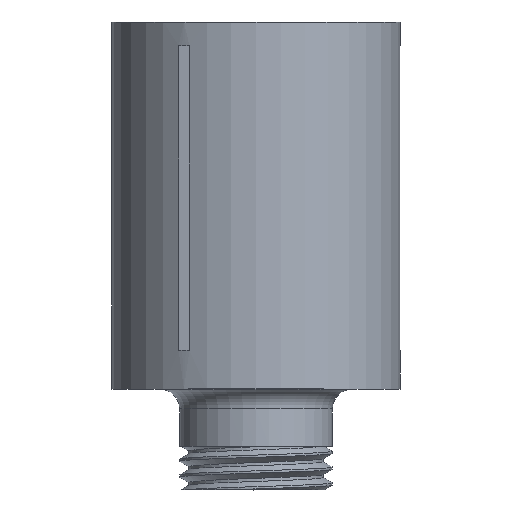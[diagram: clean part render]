
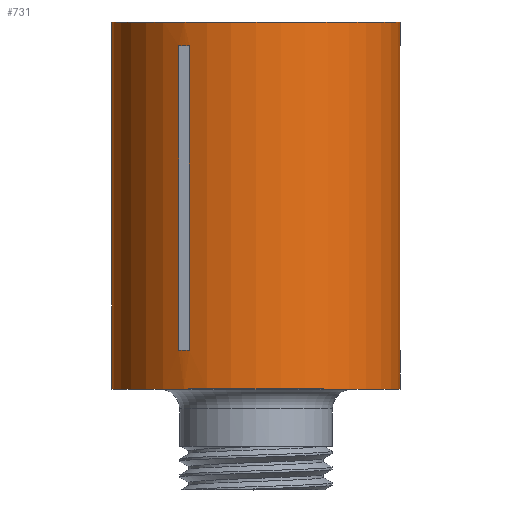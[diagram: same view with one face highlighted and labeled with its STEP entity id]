
A CAD part, top view. The second image highlights one B-rep face of the part: STEP entity #731.
In plain terms, the highlighted cylindrical face has radius 36.5 mm (diameter 73 mm), a full revolution.
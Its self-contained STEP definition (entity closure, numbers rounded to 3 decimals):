
#27=FACE_BOUND('',#141,.T.);
#28=FACE_BOUND('',#142,.T.);
#93=FACE_OUTER_BOUND('',#140,.T.);
#140=EDGE_LOOP('',(#629,#630,#631,#632,#633,#634,#635,#636,#637,#638,#639,
#640));
#141=EDGE_LOOP('',(#641,#642,#643,#644));
#142=EDGE_LOOP('',(#645,#646,#647,#648));
#155=CIRCLE('',#767,36.5);
#156=CIRCLE('',#768,36.5);
#157=CIRCLE('',#770,36.5);
#158=CIRCLE('',#771,36.5);
#159=CIRCLE('',#776,36.5);
#160=CIRCLE('',#778,36.5);
#161=CIRCLE('',#783,36.5);
#162=CIRCLE('',#785,36.5);
#166=CIRCLE('',#799,36.5);
#172=CIRCLE('',#809,36.5);
#202=LINE('',#1302,#261);
#207=LINE('',#1313,#266);
#212=LINE('',#1331,#271);
#217=LINE('',#1342,#276);
#222=LINE('',#1356,#281);
#227=LINE('',#1367,#286);
#249=LINE('',#1517,#308);
#250=LINE('',#1518,#309);
#261=VECTOR('',#854,10.);
#266=VECTOR('',#863,10.);
#271=VECTOR('',#882,10.);
#276=VECTOR('',#891,10.);
#281=VECTOR('',#906,10.);
#286=VECTOR('',#915,10.);
#308=VECTOR('',#999,36.5);
#309=VECTOR('',#1000,36.5);
#328=VERTEX_POINT('',#1295);
#331=VERTEX_POINT('',#1300);
#334=VERTEX_POINT('',#1310);
#335=VERTEX_POINT('',#1312);
#336=VERTEX_POINT('',#1316);
#337=VERTEX_POINT('',#1320);
#338=VERTEX_POINT('',#1324);
#341=VERTEX_POINT('',#1329);
#344=VERTEX_POINT('',#1339);
#345=VERTEX_POINT('',#1341);
#346=VERTEX_POINT('',#1349);
#349=VERTEX_POINT('',#1354);
#352=VERTEX_POINT('',#1364);
#353=VERTEX_POINT('',#1366);
#369=VERTEX_POINT('',#1420);
#374=VERTEX_POINT('',#1436);
#403=EDGE_CURVE('',#328,#331,#202,.T.);
#408=EDGE_CURVE('',#335,#334,#207,.T.);
#410=EDGE_CURVE('',#334,#336,#155,.T.);
#411=EDGE_CURVE('',#336,#328,#156,.T.);
#412=EDGE_CURVE('',#331,#337,#157,.T.);
#413=EDGE_CURVE('',#337,#335,#158,.T.);
#417=EDGE_CURVE('',#338,#341,#212,.T.);
#422=EDGE_CURVE('',#345,#344,#217,.T.);
#424=EDGE_CURVE('',#344,#338,#159,.T.);
#425=EDGE_CURVE('',#341,#345,#160,.T.);
#429=EDGE_CURVE('',#346,#349,#222,.T.);
#434=EDGE_CURVE('',#353,#352,#227,.T.);
#436=EDGE_CURVE('',#352,#346,#161,.T.);
#437=EDGE_CURVE('',#349,#353,#162,.T.);
#460=EDGE_CURVE('',#369,#369,#166,.T.);
#467=EDGE_CURVE('',#374,#374,#172,.T.);
#471=EDGE_CURVE('',#374,#337,#249,.T.);
#472=EDGE_CURVE('',#336,#369,#250,.T.);
#629=ORIENTED_EDGE('',*,*,#467,.F.);
#630=ORIENTED_EDGE('',*,*,#471,.T.);
#631=ORIENTED_EDGE('',*,*,#413,.T.);
#632=ORIENTED_EDGE('',*,*,#408,.T.);
#633=ORIENTED_EDGE('',*,*,#410,.T.);
#634=ORIENTED_EDGE('',*,*,#472,.T.);
#635=ORIENTED_EDGE('',*,*,#460,.F.);
#636=ORIENTED_EDGE('',*,*,#472,.F.);
#637=ORIENTED_EDGE('',*,*,#411,.T.);
#638=ORIENTED_EDGE('',*,*,#403,.T.);
#639=ORIENTED_EDGE('',*,*,#412,.T.);
#640=ORIENTED_EDGE('',*,*,#471,.F.);
#641=ORIENTED_EDGE('',*,*,#422,.T.);
#642=ORIENTED_EDGE('',*,*,#424,.T.);
#643=ORIENTED_EDGE('',*,*,#417,.T.);
#644=ORIENTED_EDGE('',*,*,#425,.T.);
#645=ORIENTED_EDGE('',*,*,#434,.T.);
#646=ORIENTED_EDGE('',*,*,#436,.T.);
#647=ORIENTED_EDGE('',*,*,#429,.T.);
#648=ORIENTED_EDGE('',*,*,#437,.T.);
#693=CYLINDRICAL_SURFACE('',#812,36.5);
#731=ADVANCED_FACE('',(#93,#27,#28),#693,.T.);
#767=AXIS2_PLACEMENT_3D('',#1317,#867,#868);
#768=AXIS2_PLACEMENT_3D('',#1318,#869,#870);
#770=AXIS2_PLACEMENT_3D('',#1321,#873,#874);
#771=AXIS2_PLACEMENT_3D('',#1322,#875,#876);
#776=AXIS2_PLACEMENT_3D('',#1345,#895,#896);
#778=AXIS2_PLACEMENT_3D('',#1347,#899,#900);
#783=AXIS2_PLACEMENT_3D('',#1370,#919,#920);
#785=AXIS2_PLACEMENT_3D('',#1372,#923,#924);
#799=AXIS2_PLACEMENT_3D('',#1421,#970,#971);
#809=AXIS2_PLACEMENT_3D('',#1437,#991,#992);
#812=AXIS2_PLACEMENT_3D('',#1516,#997,#998);
#854=DIRECTION('',(0.,-1.,0.));
#863=DIRECTION('',(0.,1.,0.));
#867=DIRECTION('center_axis',(0.,1.,0.));
#868=DIRECTION('ref_axis',(0.5,0.,0.866));
#869=DIRECTION('center_axis',(0.,1.,0.));
#870=DIRECTION('ref_axis',(0.5,0.,0.866));
#873=DIRECTION('center_axis',(0.,-1.,0.));
#874=DIRECTION('ref_axis',(0.5,0.,0.866));
#875=DIRECTION('center_axis',(0.,-1.,0.));
#876=DIRECTION('ref_axis',(0.5,0.,0.866));
#882=DIRECTION('',(0.,-1.,0.));
#891=DIRECTION('',(0.,1.,0.));
#895=DIRECTION('center_axis',(0.,1.,0.));
#896=DIRECTION('ref_axis',(0.5,0.,0.866));
#899=DIRECTION('center_axis',(0.,-1.,0.));
#900=DIRECTION('ref_axis',(0.5,0.,0.866));
#906=DIRECTION('',(0.,-1.,0.));
#915=DIRECTION('',(0.,1.,0.));
#919=DIRECTION('center_axis',(0.,1.,0.));
#920=DIRECTION('ref_axis',(0.5,0.,0.866));
#923=DIRECTION('center_axis',(0.,-1.,0.));
#924=DIRECTION('ref_axis',(0.5,0.,0.866));
#970=DIRECTION('center_axis',(0.,1.,0.));
#971=DIRECTION('ref_axis',(0.5,0.,0.866));
#991=DIRECTION('center_axis',(0.,-1.,0.));
#992=DIRECTION('ref_axis',(-1.,0.,0.));
#997=DIRECTION('center_axis',(0.,-1.,0.));
#998=DIRECTION('ref_axis',(0.5,0.,0.866));
#999=DIRECTION('',(0.,1.,0.));
#1000=DIRECTION('',(0.,1.,0.));
#1295=CARTESIAN_POINT('',(-19.608,99.963,-30.786));
#1300=CARTESIAN_POINT('',(-19.608,22.763,-30.786));
#1302=CARTESIAN_POINT('',(-19.608,108.463,-30.786));
#1310=CARTESIAN_POINT('',(-16.858,99.963,-32.374));
#1312=CARTESIAN_POINT('',(-16.858,22.763,-32.374));
#1313=CARTESIAN_POINT('',(-16.858,108.463,-32.374));
#1316=CARTESIAN_POINT('',(-18.25,99.963,-31.61));
#1317=CARTESIAN_POINT('Origin',(0.,99.963,0.));
#1318=CARTESIAN_POINT('Origin',(0.,99.963,0.));
#1320=CARTESIAN_POINT('',(-18.25,22.763,-31.61));
#1321=CARTESIAN_POINT('Origin',(0.,22.763,0.));
#1322=CARTESIAN_POINT('Origin',(0.,22.763,0.));
#1324=CARTESIAN_POINT('',(-16.858,99.963,32.374));
#1329=CARTESIAN_POINT('',(-16.858,22.763,32.374));
#1331=CARTESIAN_POINT('',(-16.858,108.463,32.374));
#1339=CARTESIAN_POINT('',(-19.608,99.963,30.786));
#1341=CARTESIAN_POINT('',(-19.608,22.763,30.786));
#1342=CARTESIAN_POINT('',(-19.608,108.463,30.786));
#1345=CARTESIAN_POINT('Origin',(0.,99.963,0.));
#1347=CARTESIAN_POINT('Origin',(0.,22.763,0.));
#1349=CARTESIAN_POINT('',(36.465,99.963,-1.587));
#1354=CARTESIAN_POINT('',(36.465,22.763,-1.587));
#1356=CARTESIAN_POINT('',(36.465,108.463,-1.588));
#1364=CARTESIAN_POINT('',(36.465,99.963,1.587));
#1366=CARTESIAN_POINT('',(36.465,22.763,1.587));
#1367=CARTESIAN_POINT('',(36.465,108.463,1.587));
#1370=CARTESIAN_POINT('Origin',(0.,99.963,0.));
#1372=CARTESIAN_POINT('Origin',(0.,22.763,0.));
#1420=CARTESIAN_POINT('',(-18.25,105.963,-31.61));
#1421=CARTESIAN_POINT('Origin',(0.,105.963,0.));
#1436=CARTESIAN_POINT('',(-18.25,13.,-31.61));
#1437=CARTESIAN_POINT('Origin',(0.,13.,0.));
#1516=CARTESIAN_POINT('Origin',(0.,108.463,0.));
#1517=CARTESIAN_POINT('',(-18.25,108.463,-31.61));
#1518=CARTESIAN_POINT('',(-18.25,108.463,-31.61));
